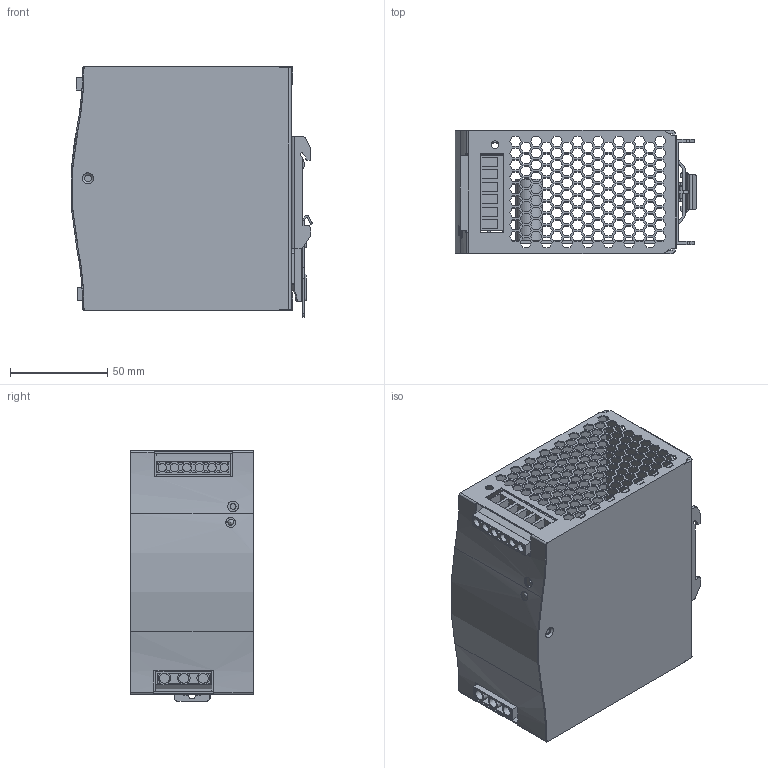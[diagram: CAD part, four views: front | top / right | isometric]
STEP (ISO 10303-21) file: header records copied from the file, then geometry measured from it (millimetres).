
FILE_DESCRIPTION((''),'2;1');
FILE_NAME('WDR-240-3D.stp','2020-08-14T16:36:09',('shirley'),(''),'Autodesk Inventor 2010','Autodesk Inventor 2010','');
FILE_SCHEMA(('AUTOMOTIVE_DESIGN { 1 0 10303 214 1 1 1 1 }'));
Length unit declared in the file: millimetre
Products named in the file (8): WDR-240-3D; ©³®y; ºÝ¤l; pcb2; ºÝ¤l2; 掛座DRP14; P1; P3
Assembly tree (7 placements, depth 3):
  WDR-240-3D
    ©³®y
    ºÝ¤l
    pcb2
    ºÝ¤l2
    掛座DRP14
      P1
      P3
Bounding box: 123.92 x 63 x 128.71 mm (x, y, z)
Volume: 126444 mm3; surface area: 166766.1 mm2
Topology: 6 solids, 6 shells, 2413 faces, 7075 edges, 4705 vertices
Faces by surface type: plane 2166, cylinder 219, cone 27, bspline 1
Full cylindrical faces by diameter (mm): 2.6 x2, 3 x2, 3.4 x11, 3.5 x3, 3.6 x1, 4 x6, 4.3 x6, 5 x1, 5.1 x3, 5.5 x1, 13.5 x3
Entity records: 81756 total; most frequent: CARTESIAN_POINT 15755, ORIENTED_EDGE 14040, DIRECTION 12359, EDGE_CURVE 7020, VECTOR 6507, LINE 6507, VERTEX_POINT 4701, EDGE_LOOP 3149
